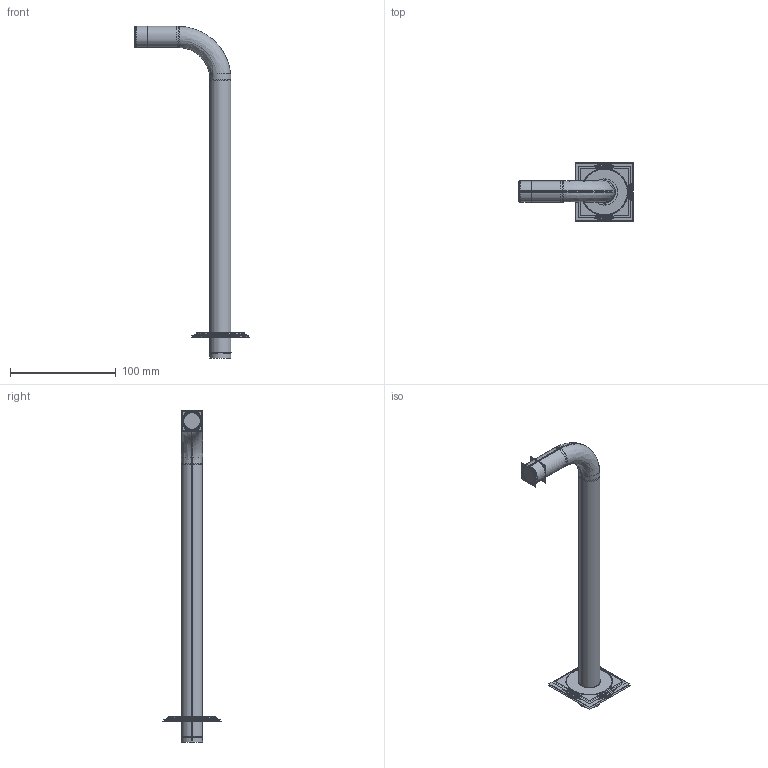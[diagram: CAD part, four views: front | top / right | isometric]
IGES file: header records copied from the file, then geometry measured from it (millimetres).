
Start section:  PTC IGES file: CT684C.igs
Global section: file name: CT684C.igs; native system: Pro/ENGINEER by Parametric Technology Corporation; preprocessor: 2009360; author: user321; organization: Unknown; date: 20191226.153853; units: millimetre
Bounding box: 108.95 x 55.12 x 314.58 mm (x, y, z)
Volume: 36832.2 mm3; surface area: 222174.9 mm2
Topology: 3 solids, 5 shells, 158 faces, 768 edges, 994 vertices
Faces by surface type: revolution 128, bspline 30
